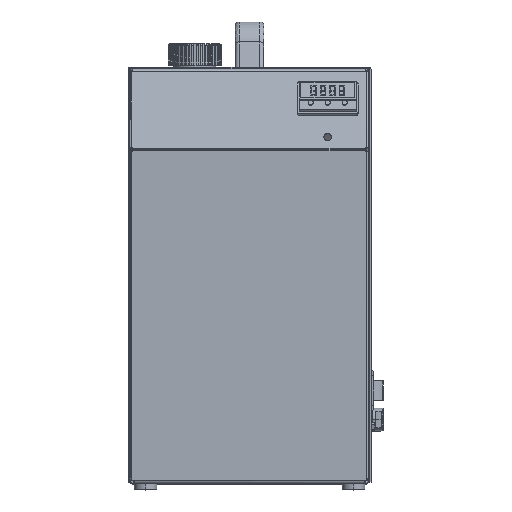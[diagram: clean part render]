
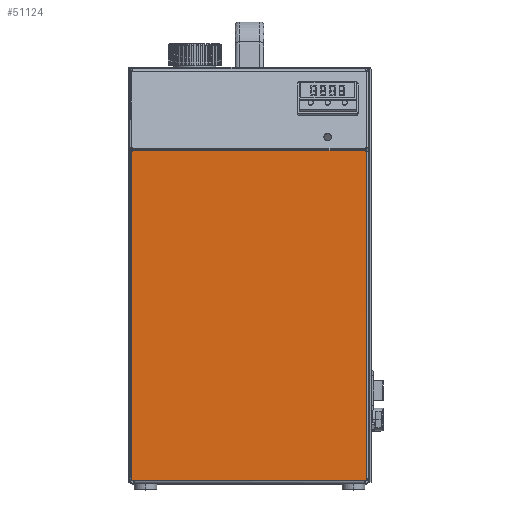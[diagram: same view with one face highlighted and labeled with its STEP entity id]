
A CAD part, top view. The second image highlights one B-rep face of the part: STEP entity #51124.
In plain terms, the highlighted planar face has unit normal (0, 0, 1).
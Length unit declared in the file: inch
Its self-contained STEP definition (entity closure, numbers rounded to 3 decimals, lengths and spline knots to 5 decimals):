
#3721 = VECTOR ( 'NONE', #24079, 39.37008 ) ;
#6283 = ORIENTED_EDGE ( 'NONE', *, *, #60424, .F. ) ;
#9056 = VERTEX_POINT ( 'NONE', #73952 ) ;
#11570 = EDGE_CURVE ( 'NONE', #9056, #40812, #57378, .T. ) ;
#16377 = PLANE ( 'NONE',  #29933 ) ;
#16597 = ORIENTED_EDGE ( 'NONE', *, *, #61867, .F. ) ;
#18253 = DIRECTION ( 'NONE',  ( 1., 0., 0. ) ) ;
#19038 = CARTESIAN_POINT ( 'NONE',  ( -0.04252, -2.6136, 0.048 ) ) ;
#19120 = DIRECTION ( 'NONE',  ( 1., 0., 0. ) ) ;
#19426 = FACE_OUTER_BOUND ( 'NONE', #28586, .T. ) ;
#19504 = DIRECTION ( 'NONE',  ( 1., 0., 0. ) ) ;
#21613 = CARTESIAN_POINT ( 'NONE',  ( -7.803, -2.67463, 0.048 ) ) ;
#23002 = LINE ( 'NONE', #37493, #74631 ) ;
#23433 = DIRECTION ( 'NONE',  ( 0., -1., 0. ) ) ;
#23688 = CARTESIAN_POINT ( 'NONE',  ( -0.056, -13.5055, 0.048 ) ) ;
#23850 = AXIS2_PLACEMENT_3D ( 'NONE', #49774, #37361, #19504 ) ;
#24079 = DIRECTION ( 'NONE',  ( -1., 0., 0. ) ) ;
#24919 = CARTESIAN_POINT ( 'NONE',  ( -7.803, -13.5055, 0.048 ) ) ;
#25883 = LINE ( 'NONE', #23688, #42164 ) ;
#26216 = VERTEX_POINT ( 'NONE', #60880 ) ;
#28259 = CARTESIAN_POINT ( 'NONE',  ( -7.75503, -2.625, 0.048 ) ) ;
#28586 = EDGE_LOOP ( 'NONE', ( #67162, #6283, #63690, #16597, #62510, #69277 ) ) ;
#29933 = AXIS2_PLACEMENT_3D ( 'NONE', #71444, #65291, #40148 ) ;
#30758 = DIRECTION ( 'NONE',  ( 0., 0., 1. ) ) ;
#33498 = CARTESIAN_POINT ( 'NONE',  ( -0.056, -2.67463, 0.048 ) ) ;
#35202 = VECTOR ( 'NONE', #61805, 39.37008 ) ;
#37361 = DIRECTION ( 'NONE',  ( 0., 0., 1. ) ) ;
#37493 = CARTESIAN_POINT ( 'NONE',  ( 0., -2.625, 0.048 ) ) ;
#40148 = DIRECTION ( 'NONE',  ( -1., 0., 0. ) ) ;
#40812 = VERTEX_POINT ( 'NONE', #33498 ) ;
#42164 = VECTOR ( 'NONE', #23433, 39.37008 ) ;
#43027 = VERTEX_POINT ( 'NONE', #21613 ) ;
#43173 = VERTEX_POINT ( 'NONE', #28259 ) ;
#45793 = EDGE_CURVE ( 'NONE', #26216, #57764, #79308, .T. ) ;
#49198 = CIRCLE ( 'NONE', #23850, 0.0625 ) ;
#49774 = CARTESIAN_POINT ( 'NONE',  ( -7.81648, -2.6136, 0.048 ) ) ;
#51124 = ADVANCED_FACE ( 'NONE', ( #19426 ), #16377, .F. ) ;
#57378 = CIRCLE ( 'NONE', #78180, 0.0625 ) ;
#57764 = VERTEX_POINT ( 'NONE', #60693 ) ;
#60424 = EDGE_CURVE ( 'NONE', #43173, #9056, #23002, .T. ) ;
#60673 = CARTESIAN_POINT ( 'NONE',  ( 0., -13.5055, 0.048 ) ) ;
#60693 = CARTESIAN_POINT ( 'NONE',  ( -7.803, -13.5055, 0.048 ) ) ;
#60880 = CARTESIAN_POINT ( 'NONE',  ( -0.056, -13.5055, 0.048 ) ) ;
#61805 = DIRECTION ( 'NONE',  ( 0., 1., 0. ) ) ;
#61867 = EDGE_CURVE ( 'NONE', #57764, #43027, #62026, .T. ) ;
#62026 = LINE ( 'NONE', #24919, #35202 ) ;
#62510 = ORIENTED_EDGE ( 'NONE', *, *, #45793, .F. ) ;
#63690 = ORIENTED_EDGE ( 'NONE', *, *, #77604, .F. ) ;
#65291 = DIRECTION ( 'NONE',  ( 0., 0., -1. ) ) ;
#67162 = ORIENTED_EDGE ( 'NONE', *, *, #11570, .F. ) ;
#67328 = EDGE_CURVE ( 'NONE', #40812, #26216, #25883, .T. ) ;
#69277 = ORIENTED_EDGE ( 'NONE', *, *, #67328, .F. ) ;
#71444 = CARTESIAN_POINT ( 'NONE',  ( 0., -13.5055, 0.048 ) ) ;
#73952 = CARTESIAN_POINT ( 'NONE',  ( -0.10397, -2.625, 0.048 ) ) ;
#74631 = VECTOR ( 'NONE', #19120, 39.37008 ) ;
#77604 = EDGE_CURVE ( 'NONE', #43027, #43173, #49198, .T. ) ;
#78180 = AXIS2_PLACEMENT_3D ( 'NONE', #19038, #30758, #18253 ) ;
#79308 = LINE ( 'NONE', #60673, #3721 ) ;
